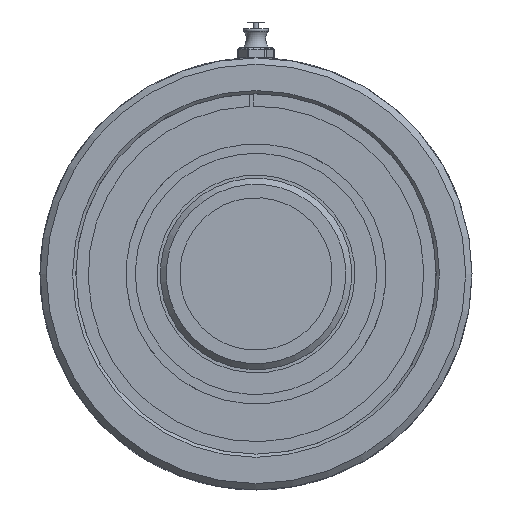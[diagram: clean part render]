
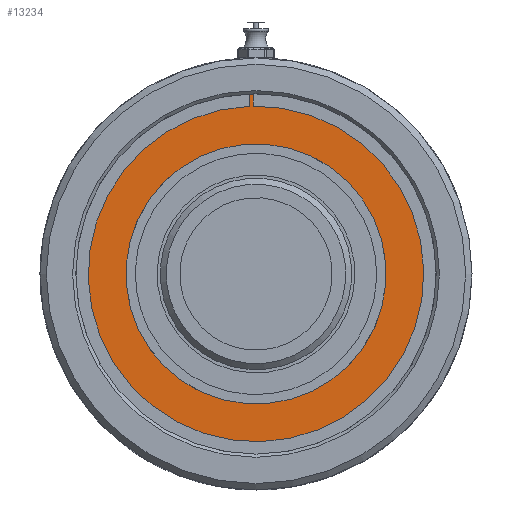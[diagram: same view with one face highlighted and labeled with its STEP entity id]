
A CAD part, left-side view. The second image highlights one B-rep face of the part: STEP entity #13234.
In plain terms, the highlighted planar face has unit normal (-1, 0, 0).
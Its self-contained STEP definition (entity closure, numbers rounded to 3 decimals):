
#438=FACE_BOUND('',#4373,.T.);
#511=LINE('',#18147,#1261);
#512=LINE('',#18150,#1262);
#1261=VECTOR('',#15098,10.);
#1262=VECTOR('',#15101,10.);
#2794=CIRCLE('',#14026,45.5);
#2799=CIRCLE('',#14033,41.935);
#2800=CIRCLE('',#14034,28.15);
#3340=PLANE('',#14032);
#3607=FACE_OUTER_BOUND('',#4372,.T.);
#4372=EDGE_LOOP('',(#9141,#9142,#9143,#9144));
#4373=EDGE_LOOP('',(#9145));
#5828=VERTEX_POINT('',#18129);
#5830=VERTEX_POINT('',#18132);
#5835=VERTEX_POINT('',#18146);
#5836=VERTEX_POINT('',#18148);
#5837=VERTEX_POINT('',#18151);
#7133=EDGE_CURVE('',#5830,#5828,#2794,.T.);
#7140=EDGE_CURVE('',#5835,#5828,#511,.T.);
#7141=EDGE_CURVE('',#5836,#5835,#2799,.T.);
#7142=EDGE_CURVE('',#5830,#5836,#512,.T.);
#7143=EDGE_CURVE('',#5837,#5837,#2800,.T.);
#9141=ORIENTED_EDGE('',*,*,#7140,.F.);
#9142=ORIENTED_EDGE('',*,*,#7141,.F.);
#9143=ORIENTED_EDGE('',*,*,#7142,.F.);
#9144=ORIENTED_EDGE('',*,*,#7133,.T.);
#9145=ORIENTED_EDGE('',*,*,#7143,.F.);
#13234=ADVANCED_FACE('',(#3607,#438),#3340,.T.);
#14026=AXIS2_PLACEMENT_3D('',#18133,#15082,#15083);
#14032=AXIS2_PLACEMENT_3D('',#18145,#15096,#15097);
#14033=AXIS2_PLACEMENT_3D('',#18149,#15099,#15100);
#14034=AXIS2_PLACEMENT_3D('',#18152,#15102,#15103);
#15082=DIRECTION('center_axis',(-1.,0.,0.));
#15083=DIRECTION('ref_axis',(0.,0.,1.));
#15096=DIRECTION('center_axis',(-1.,0.,0.));
#15097=DIRECTION('ref_axis',(0.,0.,1.));
#15098=DIRECTION('',(0.,0.027,1.));
#15099=DIRECTION('center_axis',(1.,0.,0.));
#15100=DIRECTION('ref_axis',(0.,0.027,1.));
#15101=DIRECTION('',(0.,-0.027,-1.));
#15102=DIRECTION('center_axis',(-1.,0.,0.));
#15103=DIRECTION('ref_axis',(0.,-0.091,-0.996));
#18129=CARTESIAN_POINT('',(6.,1.732,45.467));
#18132=CARTESIAN_POINT('',(6.,0.733,45.494));
#18133=CARTESIAN_POINT('Origin',(6.,0.,0.));
#18145=CARTESIAN_POINT('Origin',(6.,0.,0.));
#18146=CARTESIAN_POINT('',(6.,1.636,41.903));
#18147=CARTESIAN_POINT('',(6.,1.068,20.945));
#18148=CARTESIAN_POINT('',(6.,0.636,41.93));
#18149=CARTESIAN_POINT('Origin',(6.,0.,
0.));
#18150=CARTESIAN_POINT('',(6.,0.146,23.853));
#18151=CARTESIAN_POINT('',(6.,2.55,28.034));
#18152=CARTESIAN_POINT('Origin',(6.,0.,
0.));
